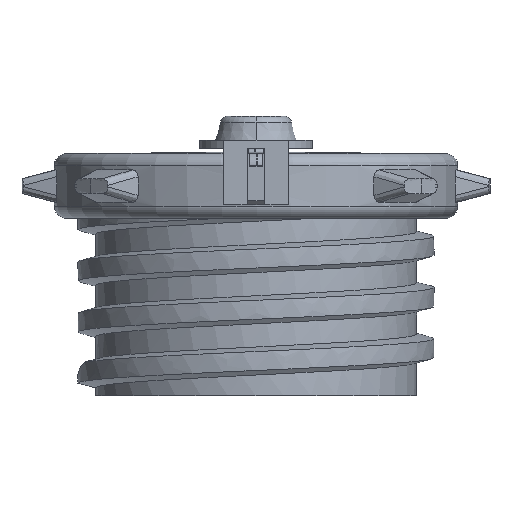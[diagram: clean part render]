
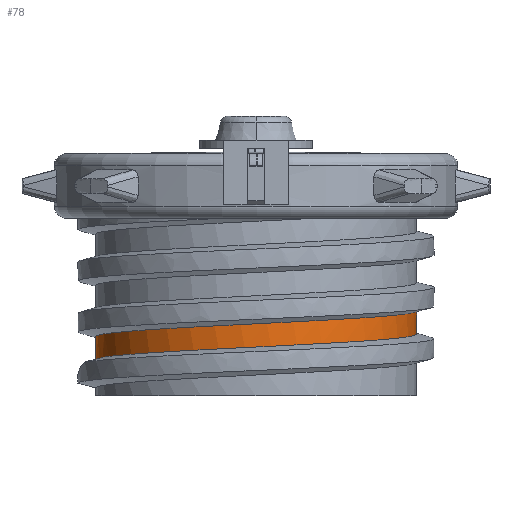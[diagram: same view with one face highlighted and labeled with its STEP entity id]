
A CAD part, left-side view. The second image highlights one B-rep face of the part: STEP entity #78.
In plain terms, the highlighted cylindrical face has radius 19.9 mm (diameter 39.8 mm), a partial arc.
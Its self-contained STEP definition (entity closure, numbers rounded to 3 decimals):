
#78=ADVANCED_FACE('',(#276),#277,.T.);
#276=FACE_OUTER_BOUND('',#633,.T.);
#277=CYLINDRICAL_SURFACE('',#634,19.9);
#633=EDGE_LOOP('',(#3120,#3121,#3122,#3123,#3124,#3125,#3126));
#634=AXIS2_PLACEMENT_3D('',#3127,#3128,#3129);
#3120=ORIENTED_EDGE('',*,*,#4367,.F.);
#3121=ORIENTED_EDGE('',*,*,#4368,.T.);
#3122=ORIENTED_EDGE('',*,*,#4369,.T.);
#3123=ORIENTED_EDGE('',*,*,#4370,.F.);
#3124=ORIENTED_EDGE('',*,*,#4371,.F.);
#3125=ORIENTED_EDGE('',*,*,#4372,.F.);
#3126=ORIENTED_EDGE('',*,*,#4373,.T.);
#3127=CARTESIAN_POINT('',(0.0,0.0,-8.0));
#3128=DIRECTION('',(-0.0,0.0,1.0));
#3129=DIRECTION('',(0.0,1.0,0.0));
#4367=EDGE_CURVE('',#4930,#4931,#4932,.T.);
#4368=EDGE_CURVE('',#4930,#4933,#4934,.T.);
#4369=EDGE_CURVE('',#4933,#4935,#4936,.T.);
#4370=EDGE_CURVE('',#4937,#4935,#4938,.T.);
#4371=EDGE_CURVE('',#4939,#4937,#4940,.T.);
#4372=EDGE_CURVE('',#4941,#4939,#4942,.T.);
#4373=EDGE_CURVE('',#4941,#4931,#4943,.T.);
#4930=VERTEX_POINT('',#6017);
#4931=VERTEX_POINT('',#6018);
#4932=B_SPLINE_CURVE_WITH_KNOTS('',3,(#6019,#6020,#6021,#6022,#6023,#6024,#6025,#6026),.UNSPECIFIED.,.F.,.F.,(4,1,1,1,1,4),(0.0,0.2,0.4,0.6,0.8,1.0),.UNSPECIFIED.);
#4933=VERTEX_POINT('',#6027);
#4934=B_SPLINE_CURVE_WITH_KNOTS('',3,(#6028,#6029,#6030,#6031,#6032,#6033),.UNSPECIFIED.,.F.,.F.,(4,1,1,4),(0.0,0.333,0.667,1.0),.UNSPECIFIED.);
#4935=VERTEX_POINT('',#6034);
#4936=B_SPLINE_CURVE_WITH_KNOTS('',3,(#6035,#6036,#6037,#6038,#6039,#6040),.UNSPECIFIED.,.F.,.F.,(4,1,1,4),(0.0,0.333,0.667,1.0),.UNSPECIFIED.);
#4937=VERTEX_POINT('',#6041);
#4938=B_SPLINE_CURVE_WITH_KNOTS('',3,(#6042,#6043,#6044,#6045,#6046,#6047,#6048,#6049,#6050,#6051,#6052,#6053,#6054,#6055,#6056,#6057,#6058,#6059,#6060,#6061,#6062,#6063,#6064),.UNSPECIFIED.,.F.,.F.,(4,1,1,1,1,1,1,1,1,1,1,1,1,1,1,1,1,1,1,1,4),(0.0,0.05,0.1,0.15,0.2,0.25,0.3,0.35,0.4,0.45,0.5,0.55,0.6,0.65,0.7,0.75,0.8,0.85,0.9,0.95,1.0),.UNSPECIFIED.);
#4939=VERTEX_POINT('',#6065);
#4940=LINE('',#6066,#6067);
#4941=VERTEX_POINT('',#6068);
#4942=B_SPLINE_CURVE_WITH_KNOTS('',3,(#6069,#6070,#6071,#6072,#6073,#6074,#6075,#6076,#6077,#6078,#6079,#6080,#6081,#6082,#6083,#6084,#6085,#6086,#6087,#6088,#6089,#6090,#6091,#6092),.UNSPECIFIED.,.F.,.F.,(4,1,1,1,1,1,1,1,1,1,1,1,1,1,1,1,1,1,1,1,1,4),(0.0,0.048,0.095,0.143,0.19,0.238,0.286,0.333,0.381,0.429,0.476,0.524,0.571,0.619,0.667,0.714,0.762,0.81,0.857,0.905,0.952,1.0),.UNSPECIFIED.);
#4943=LINE('',#6093,#6094);
#6017=CARTESIAN_POINT('',(-0.782,19.885,-26.66));
#6018=CARTESIAN_POINT('',(0.,19.9,-27.675));
#6019=CARTESIAN_POINT('',(-0.782,19.885,-26.66));
#6020=CARTESIAN_POINT('',(-0.693,19.888,-26.682));
#6021=CARTESIAN_POINT('',(-0.528,19.893,-26.747));
#6022=CARTESIAN_POINT('',(-0.306,19.898,-26.911));
#6023=CARTESIAN_POINT('',(-0.135,19.9,-27.131));
#6024=CARTESIAN_POINT('',(-0.025,19.9,-27.393));
#6025=CARTESIAN_POINT('',(0.,19.9,-27.578));
#6026=CARTESIAN_POINT('',(0.,19.9,-27.675));
#6027=CARTESIAN_POINT('',(-5.876,19.013,-25.256));
#6028=CARTESIAN_POINT('',(-0.782,19.885,-26.66));
#6029=CARTESIAN_POINT('',(-1.352,19.862,-26.523));
#6030=CARTESIAN_POINT('',(-2.492,19.768,-26.234));
#6031=CARTESIAN_POINT('',(-4.198,19.478,-25.764));
#6032=CARTESIAN_POINT('',(-5.32,19.184,-25.428));
#6033=CARTESIAN_POINT('',(-5.876,19.013,-25.256));
#6034=CARTESIAN_POINT('',(-6.123,18.935,-25.212));
#6035=CARTESIAN_POINT('',(-5.876,19.013,-25.256));
#6036=CARTESIAN_POINT('',(-5.903,19.004,-25.248));
#6037=CARTESIAN_POINT('',(-5.958,18.987,-25.233));
#6038=CARTESIAN_POINT('',(-6.04,18.961,-25.218));
#6039=CARTESIAN_POINT('',(-6.095,18.944,-25.213));
#6040=CARTESIAN_POINT('',(-6.123,18.935,-25.212));
#6041=CARTESIAN_POINT('',(0.0,-19.9,-22.353));
#6042=CARTESIAN_POINT('',(0.0,-19.9,-22.353));
#6043=CARTESIAN_POINT('',(-0.937,-19.9,-22.4));
#6044=CARTESIAN_POINT('',(-2.811,-19.768,-22.495));
#6045=CARTESIAN_POINT('',(-5.574,-19.172,-22.639));
#6046=CARTESIAN_POINT('',(-8.211,-18.2,-22.781));
#6047=CARTESIAN_POINT('',(-10.703,-16.855,-22.924));
#6048=CARTESIAN_POINT('',(-12.961,-15.188,-23.067));
#6049=CARTESIAN_POINT('',(-14.982,-13.199,-23.21));
#6050=CARTESIAN_POINT('',(-16.686,-10.965,-23.353));
#6051=CARTESIAN_POINT('',(-18.068,-8.498,-23.496));
#6052=CARTESIAN_POINT('',(-19.082,-5.877,-23.638));
#6053=CARTESIAN_POINT('',(-19.721,-3.124,-23.781));
#6054=CARTESIAN_POINT('',(-19.964,-0.316,-23.924));
#6055=CARTESIAN_POINT('',(-19.81,2.497,-24.067));
#6056=CARTESIAN_POINT('',(-19.258,5.27,-24.21));
#6057=CARTESIAN_POINT('',(-18.327,7.921,-24.352));
#6058=CARTESIAN_POINT('',(-17.035,10.416,-24.495));
#6059=CARTESIAN_POINT('',(-15.383,12.731,-24.639));
#6060=CARTESIAN_POINT('',(-13.412,14.791,-24.783));
#6061=CARTESIAN_POINT('',(-11.202,16.527,-24.926));
#6062=CARTESIAN_POINT('',(-8.754,17.945,-25.069));
#6063=CARTESIAN_POINT('',(-7.013,18.647,-25.164));
#6064=CARTESIAN_POINT('',(-6.123,18.935,-25.212));
#6065=CARTESIAN_POINT('',(0.0,-19.9,-19.475));
#6066=CARTESIAN_POINT('',(0.0,-19.9,-19.475));
#6067=VECTOR('',#8053,2.878);
#6068=CARTESIAN_POINT('',(0.,19.9,-22.65));
#6069=CARTESIAN_POINT('',(0.,19.9,-22.65));
#6070=CARTESIAN_POINT('',(-0.989,19.9,-22.6));
#6071=CARTESIAN_POINT('',(-2.967,19.752,-22.499));
#6072=CARTESIAN_POINT('',(-5.865,19.093,-22.349));
#6073=CARTESIAN_POINT('',(-8.642,18.008,-22.198));
#6074=CARTESIAN_POINT('',(-11.23,16.518,-22.047));
#6075=CARTESIAN_POINT('',(-13.553,14.672,-21.896));
#6076=CARTESIAN_POINT('',(-15.59,12.486,-21.745));
#6077=CARTESIAN_POINT('',(-17.267,10.041,-21.595));
#6078=CARTESIAN_POINT('',(-18.572,7.35,-21.443));
#6079=CARTESIAN_POINT('',(-19.454,4.524,-21.293));
#6080=CARTESIAN_POINT('',(-19.912,1.583,-21.143));
#6081=CARTESIAN_POINT('',(-19.925,-1.434,-20.99));
#6082=CARTESIAN_POINT('',(-19.48,-4.417,-20.837));
#6083=CARTESIAN_POINT('',(-18.613,-7.248,-20.687));
#6084=CARTESIAN_POINT('',(-17.313,-9.967,-20.535));
#6085=CARTESIAN_POINT('',(-15.605,-12.472,-20.381));
#6086=CARTESIAN_POINT('',(-13.546,-14.679,-20.228));
#6087=CARTESIAN_POINT('',(-11.23,-16.517,-20.078));
#6088=CARTESIAN_POINT('',(-8.641,-18.009,-19.927));
#6089=CARTESIAN_POINT('',(-5.874,-19.09,-19.777));
#6090=CARTESIAN_POINT('',(-2.968,-19.752,-19.626));
#6091=CARTESIAN_POINT('',(-0.989,-19.9,-19.525));
#6092=CARTESIAN_POINT('',(0.0,-19.9,-19.475));
#6093=CARTESIAN_POINT('',(0.,19.9,-22.65));
#6094=VECTOR('',#8054,5.025);
#8053=DIRECTION('',(0.0,0.0,-1.0));
#8054=DIRECTION('',(0.,0.,-1.0));
